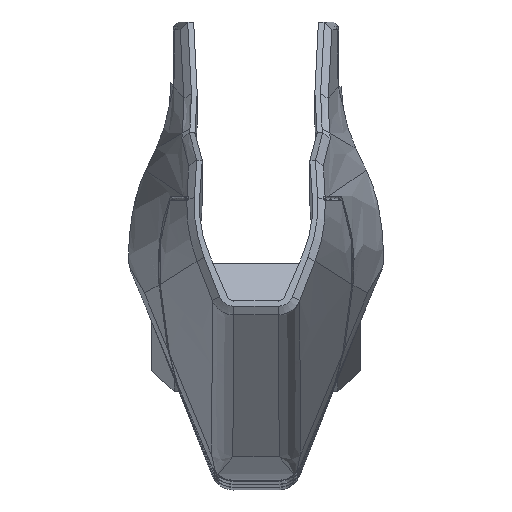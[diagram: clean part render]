
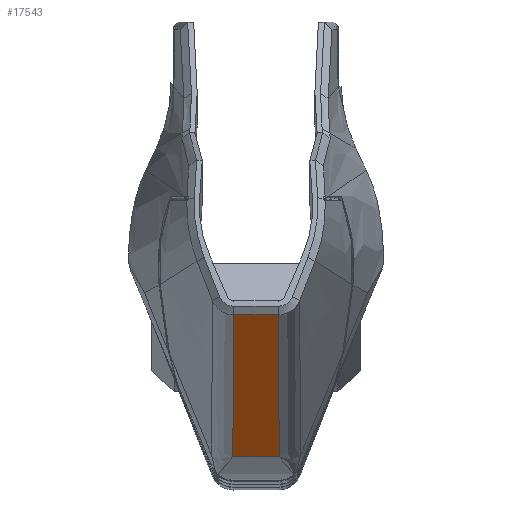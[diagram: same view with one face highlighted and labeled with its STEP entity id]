
A CAD part, left-side view. The second image highlights one B-rep face of the part: STEP entity #17543.
In plain terms, the highlighted planar face has unit normal (-0.344, 0, -0.939).
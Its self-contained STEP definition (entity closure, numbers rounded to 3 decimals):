
#4635=CARTESIAN_POINT('',(-268.174,-5.864,
-25.597));
#4715=DIRECTION('',(0.,1.,0.));
#4716=VECTOR('',#4715,11.729);
#4717=CARTESIAN_POINT('',(-268.174,-5.864,
-25.597));
#4718=LINE('',#4717,#4716);
#4719=CARTESIAN_POINT('',(-166.473,-6.087,
-62.888));
#4720=CARTESIAN_POINT('',(-169.875,-6.085,
-61.64));
#4721=CARTESIAN_POINT('',(-176.483,-6.079,
-59.217));
#4722=CARTESIAN_POINT('',(-185.806,-6.07,
-55.799));
#4723=CARTESIAN_POINT('',(-194.536,-6.061,
-52.598));
#4724=CARTESIAN_POINT('',(-202.648,-6.05,
-49.623));
#4725=CARTESIAN_POINT('',(-210.179,-6.04,
-46.862));
#4726=CARTESIAN_POINT('',(-217.24,-6.029,
-44.273));
#4727=CARTESIAN_POINT('',(-223.955,-6.016,
-41.811));
#4728=CARTESIAN_POINT('',(-230.512,-6.003,
-39.406));
#4729=CARTESIAN_POINT('',(-237.081,-5.987,
-36.998));
#4730=CARTESIAN_POINT('',(-243.561,-5.97,
-34.622));
#4731=CARTESIAN_POINT('',(-249.633,-5.95,
-32.395));
#4732=CARTESIAN_POINT('',(-255.085,-5.93,
-30.396));
#4733=CARTESIAN_POINT('',(-259.934,-5.909,
-28.619));
#4734=CARTESIAN_POINT('',(-264.284,-5.887,
-27.023));
#4735=CARTESIAN_POINT('',(-266.925,-5.872,
-26.055));
#4736=CARTESIAN_POINT('',(-268.174,-5.864,
-25.597));
#4738=DIRECTION('',(0.,1.,0.));
#4739=VECTOR('',#4738,12.175);
#4740=CARTESIAN_POINT('',(-166.473,-6.087,
-62.888));
#4741=LINE('',#4740,#4739);
#4742=CARTESIAN_POINT('',(-166.473,6.087,
-62.888));
#4743=CARTESIAN_POINT('',(-169.942,6.085,
-61.616));
#4744=CARTESIAN_POINT('',(-176.675,6.079,
-59.147));
#4745=CARTESIAN_POINT('',(-186.16,6.07,
-55.669));
#4746=CARTESIAN_POINT('',(-195.029,6.06,
-52.417));
#4747=CARTESIAN_POINT('',(-203.256,6.05,
-49.4));
#4748=CARTESIAN_POINT('',(-210.886,6.039,
-46.603));
#4749=CARTESIAN_POINT('',(-218.03,6.027,
-43.983));
#4750=CARTESIAN_POINT('',(-224.845,6.015,
-41.484));
#4751=CARTESIAN_POINT('',(-231.486,6.001,
-39.049));
#4752=CARTESIAN_POINT('',(-238.116,5.985,
-36.618));
#4753=CARTESIAN_POINT('',(-244.843,5.966,
-34.152));
#4754=CARTESIAN_POINT('',(-251.517,5.944,
-31.705));
#4755=CARTESIAN_POINT('',(-257.767,5.919,
-29.413));
#4756=CARTESIAN_POINT('',(-263.29,5.892,
-27.388));
#4757=CARTESIAN_POINT('',(-266.613,5.874,
-26.169));
#4758=CARTESIAN_POINT('',(-268.174,5.864,
-25.597));
#8669=CARTESIAN_POINT('',(-166.473,-6.087,
-62.888));
#8670=CARTESIAN_POINT('',(-166.473,6.087,
-62.888));
#8671=VERTEX_POINT('',#8669);
#8672=VERTEX_POINT('',#8670);
#8755=VERTEX_POINT('',#4635);
#8757=CARTESIAN_POINT('',(-268.174,5.864,
-25.597));
#8758=VERTEX_POINT('',#8757);
#17532=CARTESIAN_POINT('',(-209.802,0.,-47.));
#17533=DIRECTION('',(0.344,0.,0.939));
#17534=DIRECTION('',(0.939,0.,-0.344));
#17535=AXIS2_PLACEMENT_3D('',#17532,#17533,#17534);
#17536=PLANE('',#17535);
#17537=ORIENTED_EDGE('',*,*,#17524,.F.);
#17538=ORIENTED_EDGE('',*,*,#17330,.F.);
#17539=ORIENTED_EDGE('',*,*,#17345,.T.);
#17540=ORIENTED_EDGE('',*,*,#17465,.T.);
#17541=EDGE_LOOP('',(#17537,#17538,#17539,#17540));
#17542=FACE_OUTER_BOUND('',#17541,.F.);
#17543=ADVANCED_FACE('',(#17542),#17536,.F.);
#4737=B_SPLINE_CURVE_WITH_KNOTS('',3,(#4719,#4720,#4721,#4722,#4723,#4724,#4725,
#4726,#4727,#4728,#4729,#4730,#4731,#4732,#4733,#4734,#4735,#4736),
.UNSPECIFIED.,.F.,.F.,(4,1,1,1,1,1,1,1,1,1,1,1,1,1,1,4),(0.,0.067,
0.133,0.2,0.267,0.333,0.4,
0.467,0.533,0.6,0.667,0.733,
0.8,0.867,0.933,1.),.UNSPECIFIED.);
#4759=B_SPLINE_CURVE_WITH_KNOTS('',3,(#4742,#4743,#4744,#4745,#4746,#4747,#4748,
#4749,#4750,#4751,#4752,#4753,#4754,#4755,#4756,#4757,#4758),.UNSPECIFIED.,.F.,
.F.,(4,1,1,1,1,1,1,1,1,1,1,1,1,1,4),(0.,0.071,0.143,
0.214,0.286,0.357,0.429,0.5,
0.571,0.643,0.714,0.786,
0.857,0.929,1.),.UNSPECIFIED.);
#17330=EDGE_CURVE('',#8671,#8755,#4737,.T.);
#17345=EDGE_CURVE('',#8671,#8672,#4741,.T.);
#17465=EDGE_CURVE('',#8672,#8758,#4759,.T.);
#17524=EDGE_CURVE('',#8755,#8758,#4718,.T.);
